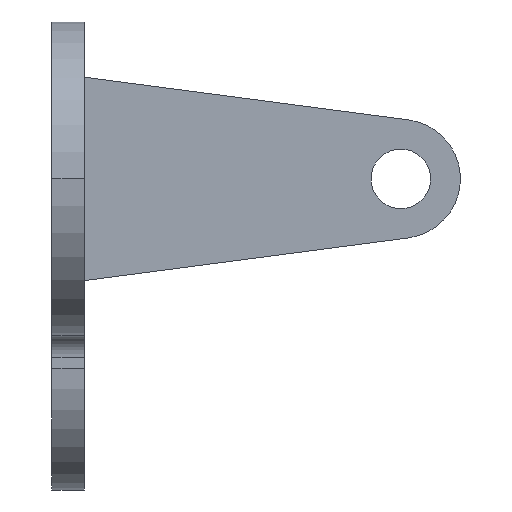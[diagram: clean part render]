
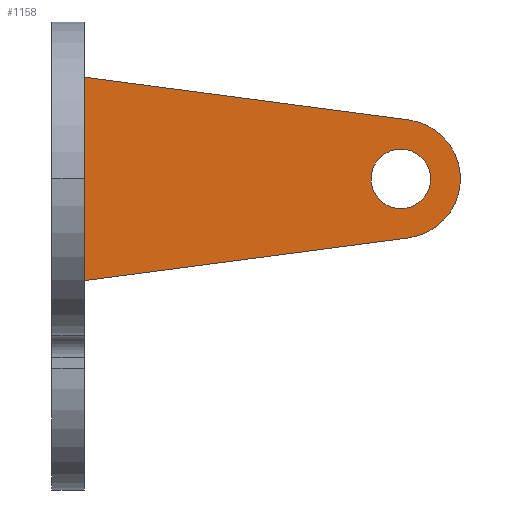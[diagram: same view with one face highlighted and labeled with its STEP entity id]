
A CAD part, left-side view. The second image highlights one B-rep face of the part: STEP entity #1158.
In plain terms, the highlighted planar face has unit normal (-1, 0, 0).
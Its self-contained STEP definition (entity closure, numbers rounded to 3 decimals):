
#17 = ORIENTED_EDGE ( 'NONE', *, *, #32, .F. ) ;
#32 = EDGE_CURVE ( 'NONE', #596, #1286, #1491, .T. ) ;
#64 = EDGE_LOOP ( 'NONE', ( #1614, #121, #1505, #17 ) ) ;
#71 = DIRECTION ( 'NONE',  ( 1., 0., 0. ) ) ;
#89 = CARTESIAN_POINT ( 'NONE',  ( -22.5, -2.535, 19.253 ) ) ;
#109 = CARTESIAN_POINT ( 'NONE',  ( -22.5, -64.5, -5.5 ) ) ;
#121 = ORIENTED_EDGE ( 'NONE', *, *, #770, .F. ) ;
#123 = ORIENTED_EDGE ( 'NONE', *, *, #1068, .T. ) ;
#203 = AXIS2_PLACEMENT_3D ( 'NONE', #1299, #896, #1715 ) ;
#245 = LINE ( 'NONE', #1126, #749 ) ;
#282 = EDGE_CURVE ( 'NONE', #1286, #556, #448, .T. ) ;
#330 = VERTEX_POINT ( 'NONE', #440 ) ;
#440 = CARTESIAN_POINT ( 'NONE',  ( -22.5, -6., -18.797 ) ) ;
#447 = DIRECTION ( 'NONE',  ( 1., 0., 0. ) ) ;
#448 = CIRCLE ( 'NONE', #1476, 11. ) ;
#453 = FACE_OUTER_BOUND ( 'NONE', #64, .T. ) ;
#483 = VECTOR ( 'NONE', #627, 1000. ) ;
#522 = CARTESIAN_POINT ( 'NONE',  ( -22.5, -64.5, 0. ) ) ;
#556 = VERTEX_POINT ( 'NONE', #1177 ) ;
#596 = VERTEX_POINT ( 'NONE', #1450 ) ;
#627 = DIRECTION ( 'NONE',  ( 0., -0.991, -0.131 ) ) ;
#693 = FACE_BOUND ( 'NONE', #1212, .T. ) ;
#702 = DIRECTION ( 'NONE',  ( 0., 0.991, -0.131 ) ) ;
#706 = CARTESIAN_POINT ( 'NONE',  ( -22.5, -2.535, -19.253 ) ) ;
#749 = VECTOR ( 'NONE', #1414, 1000. ) ;
#755 = PLANE ( 'NONE',  #203 ) ;
#770 = EDGE_CURVE ( 'NONE', #556, #330, #1009, .T. ) ;
#796 = CARTESIAN_POINT ( 'NONE',  ( -22.5, -65.936, 10.906 ) ) ;
#871 = AXIS2_PLACEMENT_3D ( 'NONE', #522, #916, #1735 ) ;
#896 = DIRECTION ( 'NONE',  ( -1., 0., 0. ) ) ;
#916 = DIRECTION ( 'NONE',  ( 1., 0., 0. ) ) ;
#918 = EDGE_CURVE ( 'NONE', #330, #596, #245, .T. ) ;
#930 = CARTESIAN_POINT ( 'NONE',  ( -22.5, -64.5, 5.5 ) ) ;
#1009 = LINE ( 'NONE', #706, #1205 ) ;
#1068 = EDGE_CURVE ( 'NONE', #1272, #1195, #1331, .T. ) ;
#1126 = CARTESIAN_POINT ( 'NONE',  ( -22.5, -6., 29. ) ) ;
#1158 = ADVANCED_FACE ( 'NONE', ( #453, #693 ), #755, .T. ) ;
#1177 = CARTESIAN_POINT ( 'NONE',  ( -22.5, -65.936, -10.906 ) ) ;
#1195 = VERTEX_POINT ( 'NONE', #109 ) ;
#1205 = VECTOR ( 'NONE', #702, 1000. ) ;
#1212 = EDGE_LOOP ( 'NONE', ( #1549, #123 ) ) ;
#1238 = EDGE_CURVE ( 'NONE', #1195, #1272, #1330, .T. ) ;
#1272 = VERTEX_POINT ( 'NONE', #930 ) ;
#1286 = VERTEX_POINT ( 'NONE', #796 ) ;
#1299 = CARTESIAN_POINT ( 'NONE',  ( -22.5, -75.5, -57.5 ) ) ;
#1330 = CIRCLE ( 'NONE', #871, 5.5 ) ;
#1331 = CIRCLE ( 'NONE', #1397, 5.5 ) ;
#1394 = DIRECTION ( 'NONE',  ( 0., 0., -1. ) ) ;
#1397 = AXIS2_PLACEMENT_3D ( 'NONE', #1703, #71, #1571 ) ;
#1414 = DIRECTION ( 'NONE',  ( 0., 0., 1. ) ) ;
#1450 = CARTESIAN_POINT ( 'NONE',  ( -22.5, -6., 18.797 ) ) ;
#1476 = AXIS2_PLACEMENT_3D ( 'NONE', #1548, #447, #1394 ) ;
#1491 = LINE ( 'NONE', #89, #483 ) ;
#1505 = ORIENTED_EDGE ( 'NONE', *, *, #282, .F. ) ;
#1548 = CARTESIAN_POINT ( 'NONE',  ( -22.5, -64.5, 0. ) ) ;
#1549 = ORIENTED_EDGE ( 'NONE', *, *, #1238, .T. ) ;
#1571 = DIRECTION ( 'NONE',  ( 0., 0., -1. ) ) ;
#1614 = ORIENTED_EDGE ( 'NONE', *, *, #918, .F. ) ;
#1703 = CARTESIAN_POINT ( 'NONE',  ( -22.5, -64.5, 0. ) ) ;
#1715 = DIRECTION ( 'NONE',  ( 0., -1., 0. ) ) ;
#1735 = DIRECTION ( 'NONE',  ( 0., 0., -1. ) ) ;
